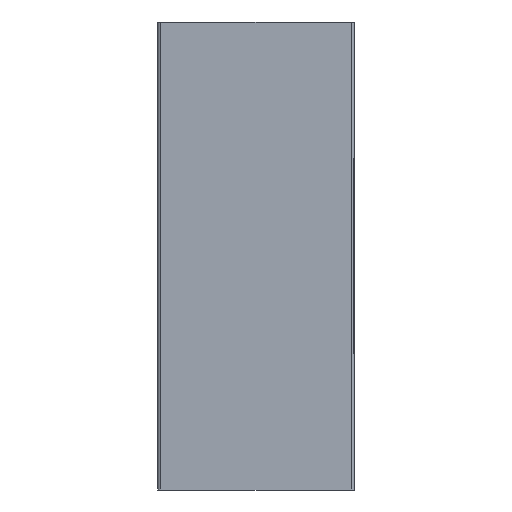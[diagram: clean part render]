
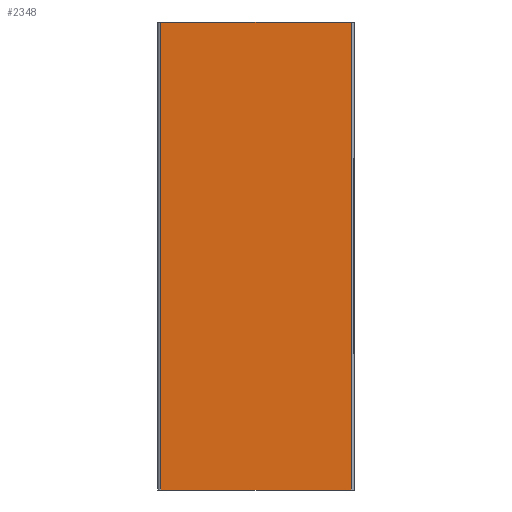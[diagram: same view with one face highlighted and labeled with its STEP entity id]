
A CAD part, left-side view. The second image highlights one B-rep face of the part: STEP entity #2348.
In plain terms, the highlighted planar face has unit normal (-1, 0, 0).
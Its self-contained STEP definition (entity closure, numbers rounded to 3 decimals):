
#42 = EDGE_LOOP ( 'NONE', ( #644, #863, #1782, #771 ) ) ;
#289 = DIRECTION ( 'NONE',  ( 0., 0., -1. ) ) ;
#326 = CARTESIAN_POINT ( 'NONE',  ( 0., -117., 500. ) ) ;
#495 = CARTESIAN_POINT ( 'NONE',  ( 0., -117., 0. ) ) ;
#644 = ORIENTED_EDGE ( 'NONE', *, *, #2728, .F. ) ;
#664 = CARTESIAN_POINT ( 'NONE',  ( 0., 87., 0. ) ) ;
#771 = ORIENTED_EDGE ( 'NONE', *, *, #1178, .T. ) ;
#772 = VERTEX_POINT ( 'NONE', #1580 ) ;
#863 = ORIENTED_EDGE ( 'NONE', *, *, #2618, .F. ) ;
#896 = FACE_OUTER_BOUND ( 'NONE', #42, .T. ) ;
#983 = DIRECTION ( 'NONE',  ( 0., 1., 0. ) ) ;
#1060 = CARTESIAN_POINT ( 'NONE',  ( 0., -117., 500. ) ) ;
#1178 = EDGE_CURVE ( 'NONE', #2634, #2710, #1350, .T. ) ;
#1315 = VECTOR ( 'NONE', #1681, 1000. ) ;
#1350 = LINE ( 'NONE', #2499, #1315 ) ;
#1405 = AXIS2_PLACEMENT_3D ( 'NONE', #1652, #1871, #2521 ) ;
#1557 = VERTEX_POINT ( 'NONE', #1674 ) ;
#1580 = CARTESIAN_POINT ( 'NONE',  ( 0., -117., 500. ) ) ;
#1652 = CARTESIAN_POINT ( 'NONE',  ( 0., -117., 500. ) ) ;
#1674 = CARTESIAN_POINT ( 'NONE',  ( 0., -117., 0. ) ) ;
#1681 = DIRECTION ( 'NONE',  ( 0., 0., -1. ) ) ;
#1782 = ORIENTED_EDGE ( 'NONE', *, *, #2769, .T. ) ;
#1847 = PLANE ( 'NONE',  #1405 ) ;
#1871 = DIRECTION ( 'NONE',  ( -1., 0., 0. ) ) ;
#2122 = VECTOR ( 'NONE', #983, 1000. ) ;
#2171 = LINE ( 'NONE', #1060, #2122 ) ;
#2235 = VECTOR ( 'NONE', #289, 1000. ) ;
#2286 = LINE ( 'NONE', #326, #2235 ) ;
#2291 = DIRECTION ( 'NONE',  ( 0., 1., 0. ) ) ;
#2348 = ADVANCED_FACE ( 'NONE', ( #896 ), #1847, .T. ) ;
#2418 = VECTOR ( 'NONE', #2291, 1000. ) ;
#2451 = LINE ( 'NONE', #495, #2418 ) ;
#2499 = CARTESIAN_POINT ( 'NONE',  ( 0., 87., 500. ) ) ;
#2521 = DIRECTION ( 'NONE',  ( 0., 0., 1. ) ) ;
#2618 = EDGE_CURVE ( 'NONE', #772, #1557, #2286, .T. ) ;
#2634 = VERTEX_POINT ( 'NONE', #2874 ) ;
#2710 = VERTEX_POINT ( 'NONE', #664 ) ;
#2728 = EDGE_CURVE ( 'NONE', #1557, #2710, #2451, .T. ) ;
#2769 = EDGE_CURVE ( 'NONE', #772, #2634, #2171, .T. ) ;
#2874 = CARTESIAN_POINT ( 'NONE',  ( 0., 87., 500. ) ) ;
